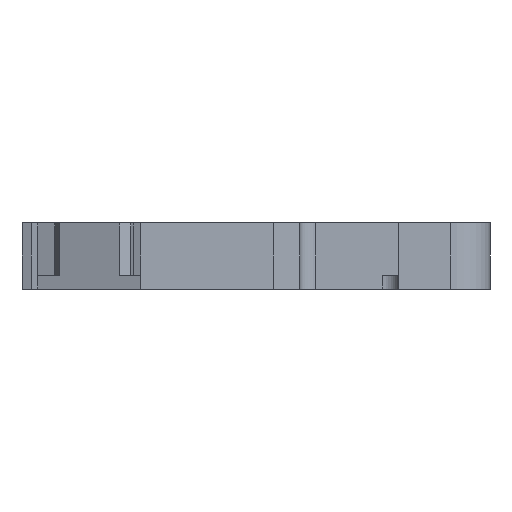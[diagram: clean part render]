
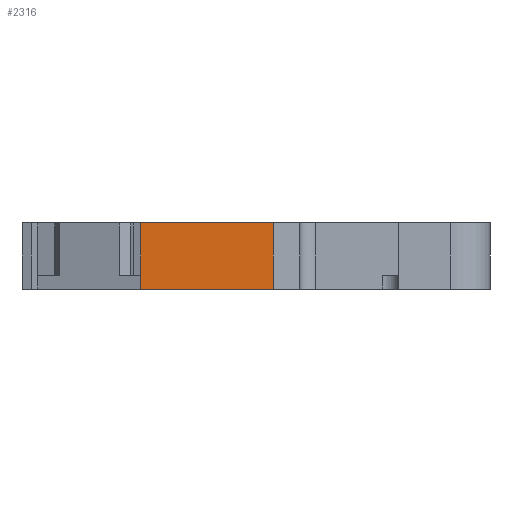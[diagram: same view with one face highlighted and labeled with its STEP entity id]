
A CAD part, left-side view. The second image highlights one B-rep face of the part: STEP entity #2316.
In plain terms, the highlighted planar face has unit normal (-1, 0, 0).
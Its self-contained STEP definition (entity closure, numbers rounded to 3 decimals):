
#67 = VECTOR ( 'NONE', #5064, 1000. ) ;
#349 = EDGE_CURVE ( 'NONE', #9405, #2456, #1657, .T. ) ;
#389 = CARTESIAN_POINT ( 'NONE',  ( -60.95, 19.5, 5. ) ) ;
#1657 = LINE ( 'NONE', #7430, #7091 ) ;
#1666 = EDGE_CURVE ( 'NONE', #9405, #8680, #3128, .T. ) ;
#1686 = EDGE_CURVE ( 'NONE', #4194, #8680, #5540, .T. ) ;
#1996 = DIRECTION ( 'NONE',  ( -1., 0., 0. ) ) ;
#2316 = ADVANCED_FACE ( 'NONE', ( #4080 ), #4037, .T. ) ;
#2456 = VERTEX_POINT ( 'NONE', #389 ) ;
#2791 = VECTOR ( 'NONE', #9170, 1000. ) ;
#3128 = LINE ( 'NONE', #4187, #2791 ) ;
#3439 = AXIS2_PLACEMENT_3D ( 'NONE', #11992, #1996, #9074 ) ;
#3953 = CARTESIAN_POINT ( 'NONE',  ( -60.95, 9.5, 0. ) ) ;
#4037 = PLANE ( 'NONE',  #3439 ) ;
#4080 = FACE_OUTER_BOUND ( 'NONE', #12565, .T. ) ;
#4187 = CARTESIAN_POINT ( 'NONE',  ( -60.95, 9.5, 5. ) ) ;
#4194 = VERTEX_POINT ( 'NONE', #7398 ) ;
#5064 = DIRECTION ( 'NONE',  ( 0., -1., 0. ) ) ;
#5540 = LINE ( 'NONE', #7056, #67 ) ;
#5565 = ORIENTED_EDGE ( 'NONE', *, *, #1666, .F. ) ;
#7056 = CARTESIAN_POINT ( 'NONE',  ( -60.95, 19.5, 0. ) ) ;
#7087 = ORIENTED_EDGE ( 'NONE', *, *, #349, .T. ) ;
#7091 = VECTOR ( 'NONE', #8411, 1000. ) ;
#7398 = CARTESIAN_POINT ( 'NONE',  ( -60.95, 19.5, 0. ) ) ;
#7430 = CARTESIAN_POINT ( 'NONE',  ( -60.95, 19.5, 5. ) ) ;
#8263 = CARTESIAN_POINT ( 'NONE',  ( -60.95, 19.5, 5. ) ) ;
#8402 = ORIENTED_EDGE ( 'NONE', *, *, #1686, .T. ) ;
#8411 = DIRECTION ( 'NONE',  ( 0., 1., 0. ) ) ;
#8680 = VERTEX_POINT ( 'NONE', #3953 ) ;
#9074 = DIRECTION ( 'NONE',  ( 0., 0., 1. ) ) ;
#9170 = DIRECTION ( 'NONE',  ( 0., 0., -1. ) ) ;
#9246 = DIRECTION ( 'NONE',  ( 0., 0., -1. ) ) ;
#9405 = VERTEX_POINT ( 'NONE', #11316 ) ;
#9566 = VECTOR ( 'NONE', #9246, 1000. ) ;
#9852 = LINE ( 'NONE', #8263, #9566 ) ;
#11316 = CARTESIAN_POINT ( 'NONE',  ( -60.95, 9.5, 5. ) ) ;
#11352 = EDGE_CURVE ( 'NONE', #2456, #4194, #9852, .T. ) ;
#11930 = ORIENTED_EDGE ( 'NONE', *, *, #11352, .T. ) ;
#11992 = CARTESIAN_POINT ( 'NONE',  ( -60.95, 19.5, 5. ) ) ;
#12565 = EDGE_LOOP ( 'NONE', ( #7087, #11930, #8402, #5565 ) ) ;
